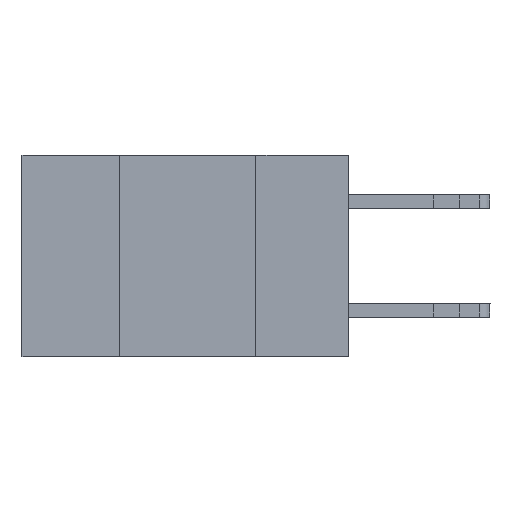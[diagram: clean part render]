
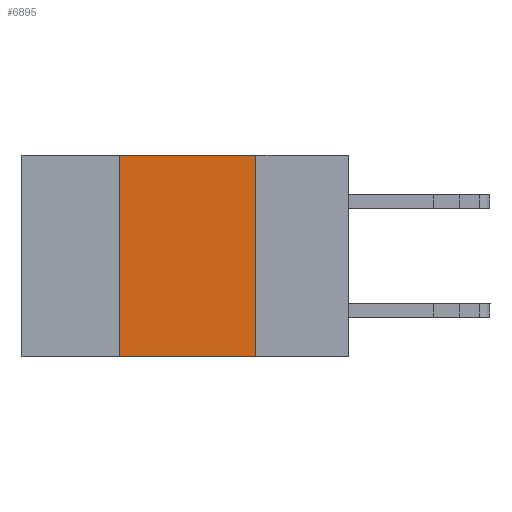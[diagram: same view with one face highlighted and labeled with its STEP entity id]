
A CAD part, left-side view. The second image highlights one B-rep face of the part: STEP entity #6895.
In plain terms, the highlighted planar face has unit normal (-1, 0, 0).
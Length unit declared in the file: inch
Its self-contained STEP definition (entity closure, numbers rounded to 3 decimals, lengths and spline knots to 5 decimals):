
#707 = LINE ( 'NONE', #12173, #17164 ) ;
#1063 = EDGE_CURVE ( 'NONE', #3890, #1255, #15339, .T. ) ;
#1255 = VERTEX_POINT ( 'NONE', #1932 ) ;
#1866 = AXIS2_PLACEMENT_3D ( 'NONE', #3712, #6463, #13639 ) ;
#1932 = CARTESIAN_POINT ( 'NONE',  ( 0., 0.17, -0.37 ) ) ;
#1938 = VERTEX_POINT ( 'NONE', #2668 ) ;
#2619 = CARTESIAN_POINT ( 'NONE',  ( 0., 0.42, -0.37 ) ) ;
#2668 = CARTESIAN_POINT ( 'NONE',  ( 0., 0.42, 0. ) ) ;
#3633 = DIRECTION ( 'NONE',  ( 0., -1., 0. ) ) ;
#3712 = CARTESIAN_POINT ( 'NONE',  ( 0., 0.6, 0. ) ) ;
#3890 = VERTEX_POINT ( 'NONE', #2619 ) ;
#4253 = EDGE_CURVE ( 'NONE', #3890, #1938, #707, .T. ) ;
#5269 = VECTOR ( 'NONE', #3633, 39.37008 ) ;
#6363 = LINE ( 'NONE', #12942, #10792 ) ;
#6463 = DIRECTION ( 'NONE',  ( 1., 0., 0. ) ) ;
#6895 = ADVANCED_FACE ( 'NONE', ( #9066 ), #9368, .F. ) ;
#7331 = EDGE_CURVE ( 'NONE', #17660, #1255, #6363, .T. ) ;
#7390 = DIRECTION ( 'NONE',  ( 0., 0., -1. ) ) ;
#8883 = DIRECTION ( 'NONE',  ( 0., -1., 0. ) ) ;
#9066 = FACE_OUTER_BOUND ( 'NONE', #11171, .T. ) ;
#9368 = PLANE ( 'NONE',  #1866 ) ;
#9931 = LINE ( 'NONE', #13736, #5269 ) ;
#10792 = VECTOR ( 'NONE', #7390, 39.37008 ) ;
#11171 = EDGE_LOOP ( 'NONE', ( #17962, #14891, #11899, #12337 ) ) ;
#11899 = ORIENTED_EDGE ( 'NONE', *, *, #4253, .F. ) ;
#12173 = CARTESIAN_POINT ( 'NONE',  ( 0., 0.42, 0. ) ) ;
#12337 = ORIENTED_EDGE ( 'NONE', *, *, #1063, .T. ) ;
#12585 = EDGE_CURVE ( 'NONE', #1938, #17660, #9931, .T. ) ;
#12942 = CARTESIAN_POINT ( 'NONE',  ( 0., 0.17, 0. ) ) ;
#13581 = DIRECTION ( 'NONE',  ( 0., 0., 1. ) ) ;
#13639 = DIRECTION ( 'NONE',  ( 0., 0., -1. ) ) ;
#13736 = CARTESIAN_POINT ( 'NONE',  ( 0., 0.6, 0. ) ) ;
#14891 = ORIENTED_EDGE ( 'NONE', *, *, #12585, .F. ) ;
#14904 = VECTOR ( 'NONE', #8883, 39.37008 ) ;
#15339 = LINE ( 'NONE', #15899, #14904 ) ;
#15899 = CARTESIAN_POINT ( 'NONE',  ( 0., 0.6, -0.37 ) ) ;
#17164 = VECTOR ( 'NONE', #13581, 39.37008 ) ;
#17660 = VERTEX_POINT ( 'NONE', #17673 ) ;
#17673 = CARTESIAN_POINT ( 'NONE',  ( 0., 0.17, 0. ) ) ;
#17962 = ORIENTED_EDGE ( 'NONE', *, *, #7331, .F. ) ;
